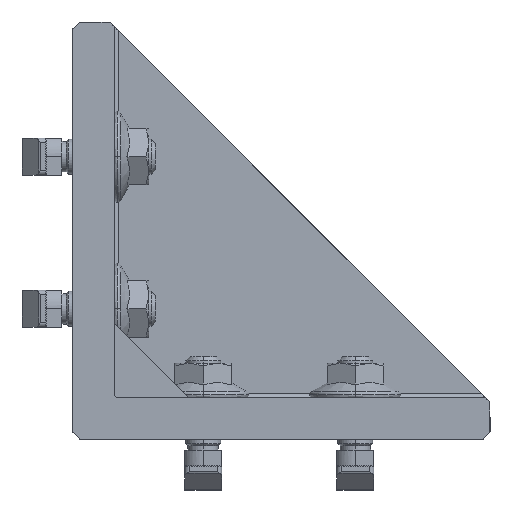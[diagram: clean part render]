
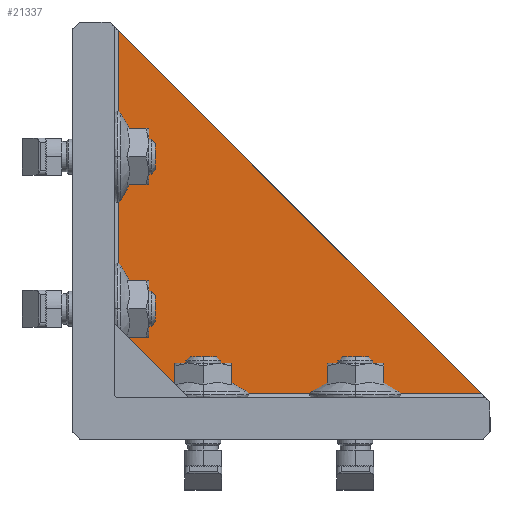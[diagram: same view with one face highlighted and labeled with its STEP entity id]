
A CAD part, left-side view. The second image highlights one B-rep face of the part: STEP entity #21337.
In plain terms, the highlighted planar face has unit normal (-1, 0, 0).
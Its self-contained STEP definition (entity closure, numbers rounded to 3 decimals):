
#1023 = CARTESIAN_POINT ( 'NONE',  ( 18., -94., 10.5 ) ) ;
#2141 = VECTOR ( 'NONE', #6182, 1000. ) ;
#3825 = DIRECTION ( 'NONE',  ( 0., 0., -1. ) ) ;
#4152 = EDGE_LOOP ( 'NONE', ( #9011, #19707, #22373 ) ) ;
#4383 = AXIS2_PLACEMENT_3D ( 'NONE', #19559, #15636, #21661 ) ;
#4456 = VECTOR ( 'NONE', #3825, 1000. ) ;
#6182 = DIRECTION ( 'NONE',  ( 0., -1., 0. ) ) ;
#7053 = DIRECTION ( 'NONE',  ( 0., 0.707, 0.707 ) ) ;
#8349 = CARTESIAN_POINT ( 'NONE',  ( 18., -10.5, 10.5 ) ) ;
#9011 = ORIENTED_EDGE ( 'NONE', *, *, #18715, .T. ) ;
#10560 = FACE_OUTER_BOUND ( 'NONE', #4152, .T. ) ;
#10860 = LINE ( 'NONE', #1023, #24930 ) ;
#11409 = EDGE_CURVE ( 'NONE', #19521, #19556, #19530, .T. ) ;
#12653 = CARTESIAN_POINT ( 'NONE',  ( 18., -59.5, 10.5 ) ) ;
#12979 = VERTEX_POINT ( 'NONE', #22979 ) ;
#14161 = CARTESIAN_POINT ( 'NONE',  ( 18., -10.5, 94. ) ) ;
#15636 = DIRECTION ( 'NONE',  ( -1., 0., 0. ) ) ;
#15764 = EDGE_CURVE ( 'NONE', #12979, #19521, #10860, .T. ) ;
#15949 = LINE ( 'NONE', #12653, #2141 ) ;
#18715 = EDGE_CURVE ( 'NONE', #19556, #12979, #15949, .T. ) ;
#18773 = CARTESIAN_POINT ( 'NONE',  ( 18., -10.5, 59.5 ) ) ;
#19521 = VERTEX_POINT ( 'NONE', #14161 ) ;
#19530 = LINE ( 'NONE', #18773, #4456 ) ;
#19556 = VERTEX_POINT ( 'NONE', #8349 ) ;
#19559 = CARTESIAN_POINT ( 'NONE',  ( 18., -59.5, 59.5 ) ) ;
#19707 = ORIENTED_EDGE ( 'NONE', *, *, #15764, .T. ) ;
#21337 = ADVANCED_FACE ( 'NONE', ( #10560 ), #26027, .T. ) ;
#21661 = DIRECTION ( 'NONE',  ( 0., 0., 1. ) ) ;
#22373 = ORIENTED_EDGE ( 'NONE', *, *, #11409, .T. ) ;
#22979 = CARTESIAN_POINT ( 'NONE',  ( 18., -94., 10.5 ) ) ;
#24930 = VECTOR ( 'NONE', #7053, 1000. ) ;
#26027 = PLANE ( 'NONE',  #4383 ) ;
